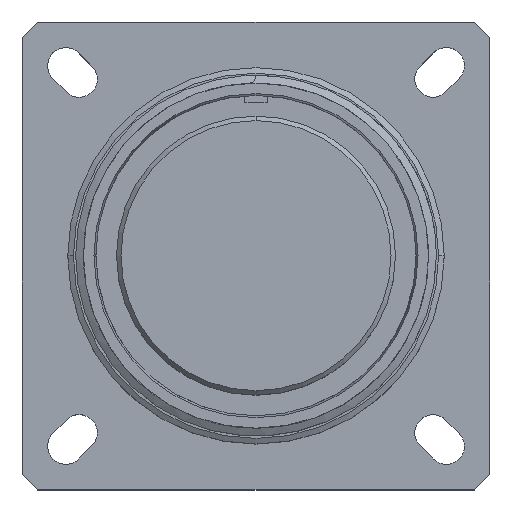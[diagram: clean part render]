
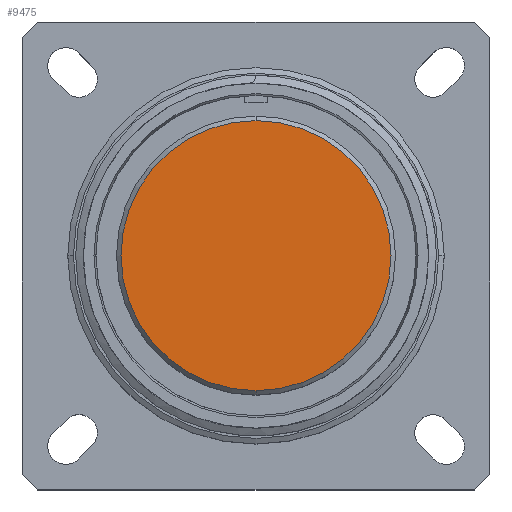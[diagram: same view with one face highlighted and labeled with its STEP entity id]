
A CAD part, top view. The second image highlights one B-rep face of the part: STEP entity #9475.
In plain terms, the highlighted planar face has unit normal (0, 0, 1).
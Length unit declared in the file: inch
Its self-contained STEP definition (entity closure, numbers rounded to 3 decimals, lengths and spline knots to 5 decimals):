
#660 = ORIENTED_EDGE ( 'NONE', *, *, #3103, .F. ) ;
#961 = DIRECTION ( 'NONE',  ( 1., 0., 0. ) ) ;
#2048 = EDGE_CURVE ( 'NONE', #14852, #7758, #3752, .T. ) ;
#3103 = EDGE_CURVE ( 'NONE', #7758, #14852, #6532, .T. ) ;
#3752 = CIRCLE ( 'NONE', #9593, 0.6045 ) ;
#4632 = DIRECTION ( 'NONE',  ( 0., 0., -1. ) ) ;
#5099 = EDGE_LOOP ( 'NONE', ( #8585, #660 ) ) ;
#5729 = CARTESIAN_POINT ( 'NONE',  ( 0., 0., -0.014 ) ) ;
#5801 = DIRECTION ( 'NONE',  ( 0., 0., 1. ) ) ;
#5877 = CARTESIAN_POINT ( 'NONE',  ( 0., 0., -0.014 ) ) ;
#6532 = CIRCLE ( 'NONE', #11117, 0.6045 ) ;
#7013 = CARTESIAN_POINT ( 'NONE',  ( 0., -0.6045, -0.014 ) ) ;
#7251 = CARTESIAN_POINT ( 'NONE',  ( 0., 0.6045, -0.014 ) ) ;
#7482 = AXIS2_PLACEMENT_3D ( 'NONE', #5877, #5801, #961 ) ;
#7758 = VERTEX_POINT ( 'NONE', #7013 ) ;
#8585 = ORIENTED_EDGE ( 'NONE', *, *, #2048, .F. ) ;
#9374 = CARTESIAN_POINT ( 'NONE',  ( 0., 0., -0.014 ) ) ;
#9394 = DIRECTION ( 'NONE',  ( 0., 1., 0. ) ) ;
#9453 = DIRECTION ( 'NONE',  ( 0., 0., -1. ) ) ;
#9475 = ADVANCED_FACE ( 'NONE', ( #11678 ), #14139, .T. ) ;
#9593 = AXIS2_PLACEMENT_3D ( 'NONE', #9374, #9453, #14296 ) ;
#11117 = AXIS2_PLACEMENT_3D ( 'NONE', #5729, #4632, #9394 ) ;
#11678 = FACE_OUTER_BOUND ( 'NONE', #5099, .T. ) ;
#14139 = PLANE ( 'NONE',  #7482 ) ;
#14296 = DIRECTION ( 'NONE',  ( 0., 1., 0. ) ) ;
#14852 = VERTEX_POINT ( 'NONE', #7251 ) ;
